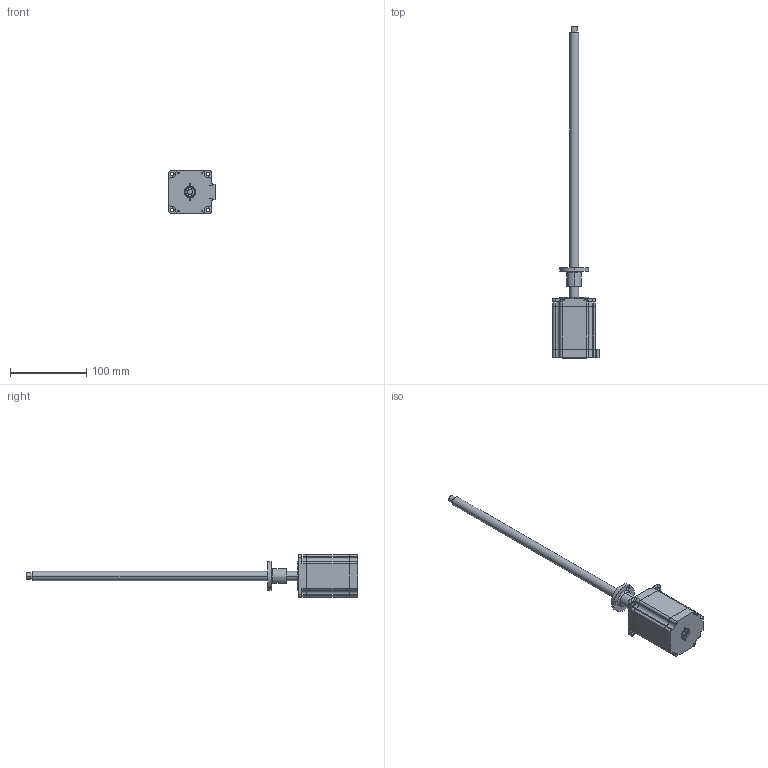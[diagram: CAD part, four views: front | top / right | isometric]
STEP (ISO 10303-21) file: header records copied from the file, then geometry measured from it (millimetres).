
FILE_DESCRIPTION (( 'STEP AP203' ), '1' );
FILE_NAME ('LE23AS-E12254-350-AR6-S-150.STEP', '2018-11-20T01:59:35', ( 'Sky123.Org' ), ( 'Sky123.Org' ), 'SwSTEP 2.0', 'SolidWorks 2014', '' );
FILE_SCHEMA (( 'CONFIG_CONTROL_DESIGN' ));
Length unit declared in the file: millimetre
Products named in the file (1): LE23AS-E12254-350-AR6-S-150
Bounding box: 61.2 x 436.5 x 56.2 mm (x, y, z)
Surface area: 45932.3 mm2 (no closed solid volume)
Topology: 0 solids, 19 shells, 322 faces, 1085 edges, 743 vertices
Faces by surface type: plane 143, cylinder 104, cone 61, sphere 8, torus 6
Entity records: 12129 total; most frequent: CARTESIAN_POINT 2640, DIRECTION 2032, ORIENTED_EDGE 1742, EDGE_CURVE 1085, VERTEX_POINT 743, AXIS2_PLACEMENT_3D 705, LINE 622, VECTOR 622
